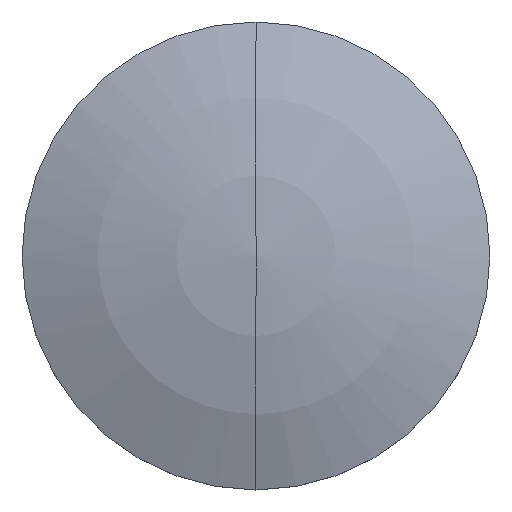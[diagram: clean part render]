
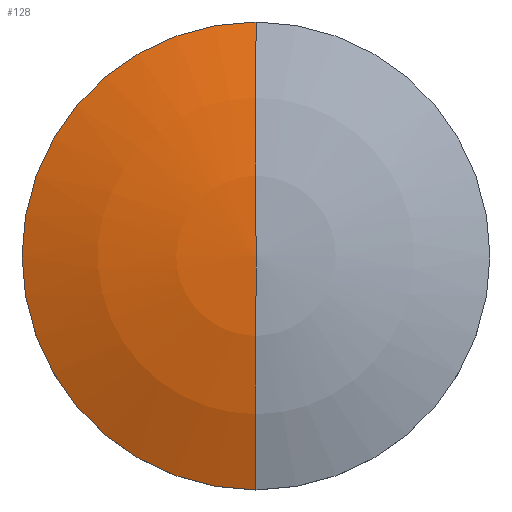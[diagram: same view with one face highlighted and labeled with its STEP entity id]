
A CAD part, top view. The second image highlights one B-rep face of the part: STEP entity #128.
In plain terms, the highlighted spherical face has radius 32.5 mm.
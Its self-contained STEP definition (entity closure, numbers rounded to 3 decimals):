
#110=VERTEX_POINT('',#251);
#128=ADVANCED_FACE('',(#270),#271,.T.);
#158=EDGE_CURVE('',#166,#110,#305,.T.);
#166=VERTEX_POINT('',#315);
#172=EDGE_CURVE('',#110,#180,#322,.T.);
#180=VERTEX_POINT('',#332);
#182=EDGE_CURVE('',#180,#166,#334,.T.);
#251=CARTESIAN_POINT('',(0.,12.5,18.5));
#270=FACE_OUTER_BOUND('',#425,.T.);
#271=SPHERICAL_SURFACE('',#426,32.5);
#305=CIRCLE('',#472,12.5);
#315=CARTESIAN_POINT('',(0.,-12.5,18.5));
#322=CIRCLE('',#493,32.5);
#332=CARTESIAN_POINT('',(0.,0.,21.));
#334=CIRCLE('',#507,32.5);
#425=EDGE_LOOP('',(#598,#599,#600));
#426=AXIS2_PLACEMENT_3D('',#601,#602,#603);
#472=AXIS2_PLACEMENT_3D('',#648,#649,#650);
#493=AXIS2_PLACEMENT_3D('',#678,#679,#680);
#507=AXIS2_PLACEMENT_3D('',#700,#701,#702);
#598=ORIENTED_EDGE('',*,*,#182,.F.);
#599=ORIENTED_EDGE('',*,*,#172,.F.);
#600=ORIENTED_EDGE('',*,*,#158,.F.);
#601=CARTESIAN_POINT('',(0.,0.,-11.5));
#602=DIRECTION('',(0.0,0.0,-1.0));
#603=DIRECTION('',(0.,-1.0,0.0));
#648=CARTESIAN_POINT('',(0.,0.,18.5));
#649=DIRECTION('',(0.0,0.0,-1.0));
#650=DIRECTION('',(0.,1.0,0.0));
#678=CARTESIAN_POINT('',(0.,0.,-11.5));
#679=DIRECTION('',(1.0,0.,-0.0));
#680=DIRECTION('',(0.0,0.0,1.0));
#700=CARTESIAN_POINT('',(0.,0.,-11.5));
#701=DIRECTION('',(1.0,0.,-0.0));
#702=DIRECTION('',(0.0,0.0,1.0));
